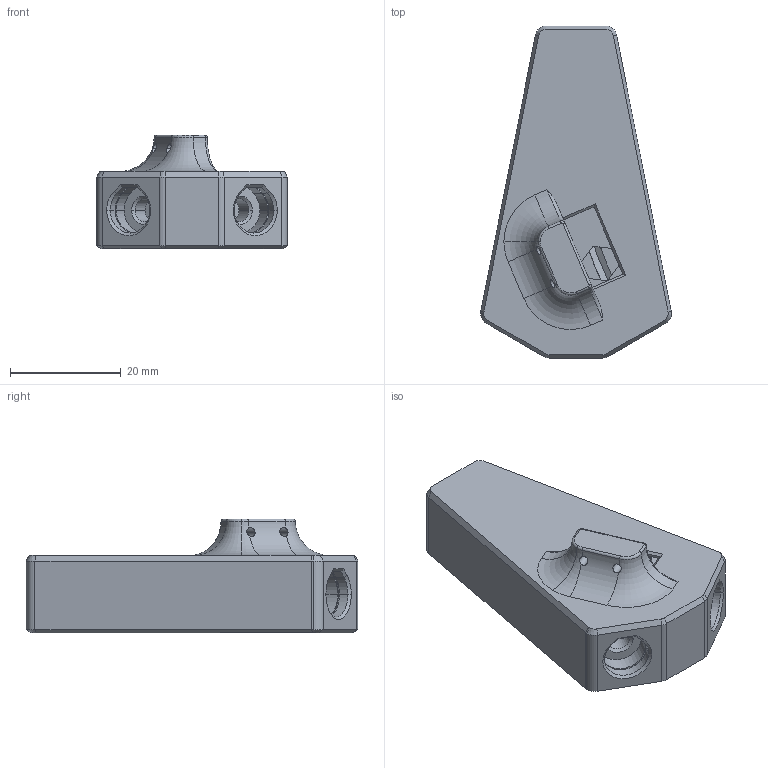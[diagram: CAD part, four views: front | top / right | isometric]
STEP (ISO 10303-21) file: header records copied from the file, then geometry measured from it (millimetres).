
FILE_DESCRIPTION (( 'STEP AP203' ), '1' );
FILE_NAME ('Coffin Dodger Y Splitter.STEP', '2025-03-04T20:07:25', ( '' ), ( '' ), 'SwSTEP 2.0', 'SolidWorks 2025', '' );
FILE_SCHEMA (( 'CONFIG_CONTROL_DESIGN' ));
Length unit declared in the file: millimetre
Products named in the file (1): Coffin Dodger Y Splitter
Bounding box: 34.52 x 60 x 20.58 mm (x, y, z)
Volume: 19418.2 mm3; surface area: 6406.8 mm2
Topology: 1 solids, 1 shells, 187 faces, 458 edges, 281 vertices
Faces by surface type: plane 91, cylinder 49, cone 37, torus 8, bspline 2
Entity records: 5640 total; most frequent: CARTESIAN_POINT 1102, DIRECTION 947, ORIENTED_EDGE 916, EDGE_CURVE 458, AXIS2_PLACEMENT_3D 332, VECTOR 283, LINE 283, VERTEX_POINT 281
